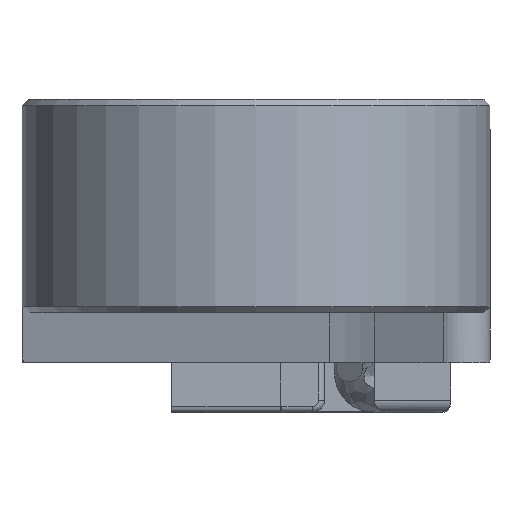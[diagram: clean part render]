
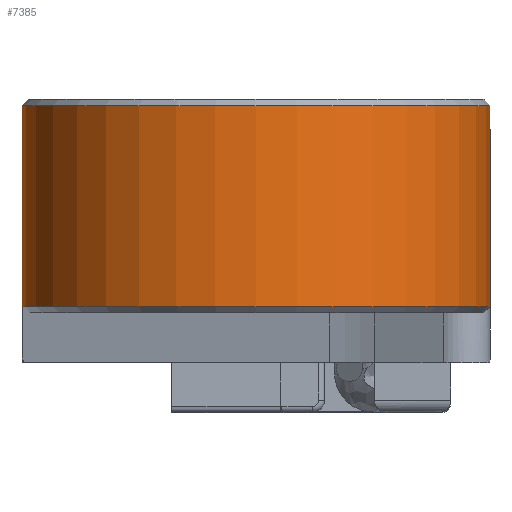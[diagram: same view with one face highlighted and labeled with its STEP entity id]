
A CAD part, front view. The second image highlights one B-rep face of the part: STEP entity #7385.
In plain terms, the highlighted cylindrical face has radius 37.5 mm (diameter 75 mm), a partial arc.
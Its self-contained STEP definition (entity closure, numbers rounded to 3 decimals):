
#282 = CARTESIAN_POINT ( 'NONE',  ( 37.5, 0., 1. ) ) ;
#430 = DIRECTION ( 'NONE',  ( 1., 0., 0. ) ) ;
#588 = EDGE_CURVE ( 'NONE', #1867, #4982, #6525, .T. ) ;
#744 = CARTESIAN_POINT ( 'NONE',  ( 37.5, 0., 153.285 ) ) ;
#813 = CARTESIAN_POINT ( 'NONE',  ( 0., 0., 33.2 ) ) ;
#1035 = DIRECTION ( 'NONE',  ( -1., 0., 0. ) ) ;
#1494 = VERTEX_POINT ( 'NONE', #8113 ) ;
#1627 = CARTESIAN_POINT ( 'NONE',  ( 0., 0., 153.285 ) ) ;
#1713 = DIRECTION ( 'NONE',  ( 0., 0., -1. ) ) ;
#1867 = VERTEX_POINT ( 'NONE', #3688 ) ;
#2602 = CIRCLE ( 'NONE', #3955, 37.5 ) ;
#2925 = CYLINDRICAL_SURFACE ( 'NONE', #6298, 37.5 ) ;
#3505 = DIRECTION ( 'NONE',  ( 0., 0., -1. ) ) ;
#3603 = CARTESIAN_POINT ( 'NONE',  ( 0., 0., 1. ) ) ;
#3688 = CARTESIAN_POINT ( 'NONE',  ( 37.5, 0., 33.2 ) ) ;
#3955 = AXIS2_PLACEMENT_3D ( 'NONE', #813, #3505, #7351 ) ;
#3967 = ORIENTED_EDGE ( 'NONE', *, *, #4297, .T. ) ;
#4033 = LINE ( 'NONE', #5846, #8191 ) ;
#4128 = EDGE_CURVE ( 'NONE', #1494, #5697, #4033, .T. ) ;
#4297 = EDGE_CURVE ( 'NONE', #5697, #4982, #8345, .T. ) ;
#4777 = VECTOR ( 'NONE', #4791, 1000. ) ;
#4791 = DIRECTION ( 'NONE',  ( 0., 0., -1. ) ) ;
#4928 = ORIENTED_EDGE ( 'NONE', *, *, #6718, .T. ) ;
#4982 = VERTEX_POINT ( 'NONE', #282 ) ;
#5101 = AXIS2_PLACEMENT_3D ( 'NONE', #3603, #7443, #430 ) ;
#5269 = DIRECTION ( 'NONE',  ( 0., 0., -1. ) ) ;
#5603 = CARTESIAN_POINT ( 'NONE',  ( -37.5, 0., 1. ) ) ;
#5697 = VERTEX_POINT ( 'NONE', #5603 ) ;
#5782 = ORIENTED_EDGE ( 'NONE', *, *, #4128, .T. ) ;
#5846 = CARTESIAN_POINT ( 'NONE',  ( -37.5, 0., 153.285 ) ) ;
#6298 = AXIS2_PLACEMENT_3D ( 'NONE', #1627, #1713, #1035 ) ;
#6525 = LINE ( 'NONE', #744, #4777 ) ;
#6718 = EDGE_CURVE ( 'NONE', #1867, #1494, #2602, .T. ) ;
#7351 = DIRECTION ( 'NONE',  ( 1., 0., 0. ) ) ;
#7385 = ADVANCED_FACE ( 'NONE', ( #8171 ), #2925, .T. ) ;
#7443 = DIRECTION ( 'NONE',  ( 0., 0., 1. ) ) ;
#7482 = EDGE_LOOP ( 'NONE', ( #5782, #3967, #7675, #4928 ) ) ;
#7675 = ORIENTED_EDGE ( 'NONE', *, *, #588, .F. ) ;
#8113 = CARTESIAN_POINT ( 'NONE',  ( -37.5, 0., 33.2 ) ) ;
#8171 = FACE_OUTER_BOUND ( 'NONE', #7482, .T. ) ;
#8191 = VECTOR ( 'NONE', #5269, 1000. ) ;
#8345 = CIRCLE ( 'NONE', #5101, 37.5 ) ;
